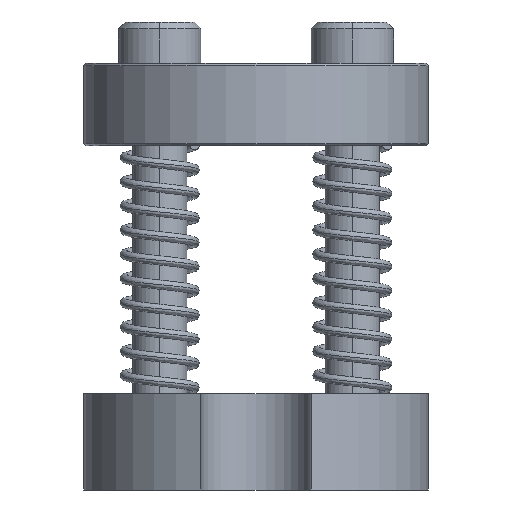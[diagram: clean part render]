
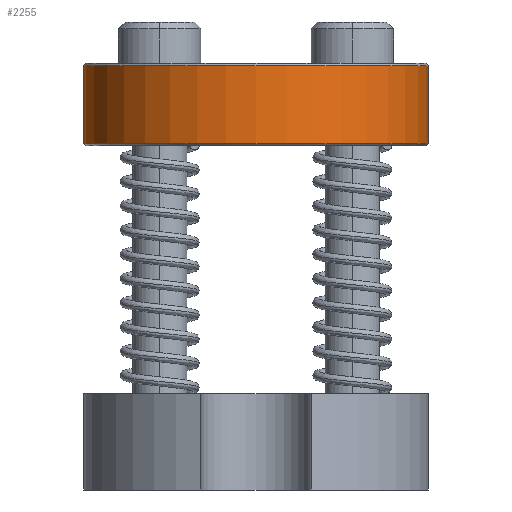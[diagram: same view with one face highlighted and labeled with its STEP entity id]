
A CAD part, front view. The second image highlights one B-rep face of the part: STEP entity #2255.
In plain terms, the highlighted cylindrical face has radius 19.875 mm (diameter 39.751 mm), a partial arc.
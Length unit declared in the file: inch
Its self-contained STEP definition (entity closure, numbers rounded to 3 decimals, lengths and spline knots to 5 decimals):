
#412 = DIRECTION ( 'NONE',  ( 0., 0., -1. ) ) ;
#773 = AXIS2_PLACEMENT_3D ( 'NONE', #1557, #6355, #957 ) ;
#780 = ORIENTED_EDGE ( 'NONE', *, *, #6167, .F. ) ;
#868 = DIRECTION ( 'NONE',  ( 1., 0., 0. ) ) ;
#957 = DIRECTION ( 'NONE',  ( -1., 0., 0. ) ) ;
#969 = CARTESIAN_POINT ( 'NONE',  ( -0.7825, 0., 0.365 ) ) ;
#1115 = EDGE_CURVE ( 'NONE', #6367, #7352, #3000, .T. ) ;
#1420 = DIRECTION ( 'NONE',  ( 0., 0., -1. ) ) ;
#1557 = CARTESIAN_POINT ( 'NONE',  ( 0., 0., 0.375 ) ) ;
#1684 = CARTESIAN_POINT ( 'NONE',  ( 0.7825, 0., 0.375 ) ) ;
#1756 = AXIS2_PLACEMENT_3D ( 'NONE', #6892, #5127, #868 ) ;
#1820 = CARTESIAN_POINT ( 'NONE',  ( -0.7825, 0., 0.375 ) ) ;
#1842 = ORIENTED_EDGE ( 'NONE', *, *, #3570, .T. ) ;
#2150 = CYLINDRICAL_SURFACE ( 'NONE', #773, 0.7825 ) ;
#2160 = VECTOR ( 'NONE', #4241, 39.37008 ) ;
#2255 = ADVANCED_FACE ( 'NONE', ( #4018 ), #2150, .T. ) ;
#2566 = ORIENTED_EDGE ( 'NONE', *, *, #3526, .T. ) ;
#2828 = CARTESIAN_POINT ( 'NONE',  ( 0.7825, 0., 0.01 ) ) ;
#3000 = LINE ( 'NONE', #1820, #2160 ) ;
#3144 = CIRCLE ( 'NONE', #1756, 0.7825 ) ;
#3526 = EDGE_CURVE ( 'NONE', #7352, #4557, #3144, .T. ) ;
#3570 = EDGE_CURVE ( 'NONE', #4693, #6367, #5273, .T. ) ;
#3575 = ORIENTED_EDGE ( 'NONE', *, *, #1115, .T. ) ;
#3746 = VECTOR ( 'NONE', #412, 39.37008 ) ;
#4018 = FACE_OUTER_BOUND ( 'NONE', #6045, .T. ) ;
#4241 = DIRECTION ( 'NONE',  ( 0., 0., -1. ) ) ;
#4530 = DIRECTION ( 'NONE',  ( 1., 0., 0. ) ) ;
#4557 = VERTEX_POINT ( 'NONE', #2828 ) ;
#4693 = VERTEX_POINT ( 'NONE', #7547 ) ;
#4710 = LINE ( 'NONE', #1684, #3746 ) ;
#5085 = CARTESIAN_POINT ( 'NONE',  ( -0.7825, 0., 0.01 ) ) ;
#5127 = DIRECTION ( 'NONE',  ( 0., 0., 1. ) ) ;
#5273 = CIRCLE ( 'NONE', #7026, 0.7825 ) ;
#6045 = EDGE_LOOP ( 'NONE', ( #780, #1842, #3575, #2566 ) ) ;
#6167 = EDGE_CURVE ( 'NONE', #4693, #4557, #4710, .T. ) ;
#6262 = CARTESIAN_POINT ( 'NONE',  ( 0., 0., 0.365 ) ) ;
#6355 = DIRECTION ( 'NONE',  ( 0., 0., -1. ) ) ;
#6367 = VERTEX_POINT ( 'NONE', #969 ) ;
#6892 = CARTESIAN_POINT ( 'NONE',  ( 0., 0., 0.01 ) ) ;
#7026 = AXIS2_PLACEMENT_3D ( 'NONE', #6262, #1420, #4530 ) ;
#7352 = VERTEX_POINT ( 'NONE', #5085 ) ;
#7547 = CARTESIAN_POINT ( 'NONE',  ( 0.7825, 0., 0.365 ) ) ;
